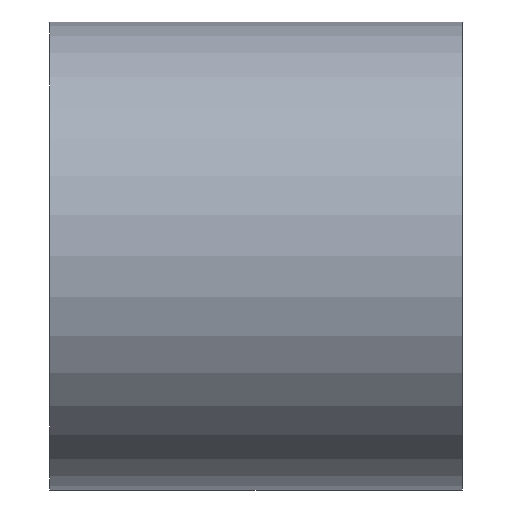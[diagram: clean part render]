
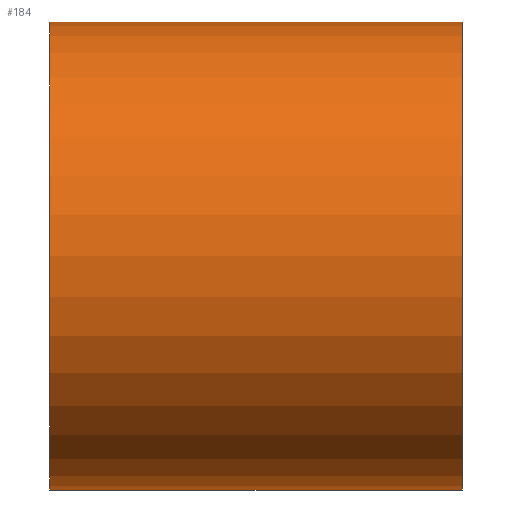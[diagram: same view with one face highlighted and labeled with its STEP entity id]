
A CAD part, front view. The second image highlights one B-rep face of the part: STEP entity #184.
In plain terms, the highlighted cylindrical face has radius 2.159 mm (diameter 4.318 mm), a partial arc.
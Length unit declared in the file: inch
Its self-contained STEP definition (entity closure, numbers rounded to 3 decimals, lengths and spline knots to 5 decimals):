
#13 = CARTESIAN_POINT ( 'NONE',  ( 0., 0., -0.085 ) ) ;
#28 = CARTESIAN_POINT ( 'NONE',  ( 0.15, 0., 0.085 ) ) ;
#29 = CIRCLE ( 'NONE', #343, 0.085 ) ;
#39 = DIRECTION ( 'NONE',  ( -1., 0., 0. ) ) ;
#51 = EDGE_LOOP ( 'NONE', ( #234, #256, #70, #127 ) ) ;
#52 = CARTESIAN_POINT ( 'NONE',  ( 0., 0., 0.085 ) ) ;
#57 = DIRECTION ( 'NONE',  ( 1., 0., 0. ) ) ;
#70 = ORIENTED_EDGE ( 'NONE', *, *, #299, .T. ) ;
#72 = EDGE_CURVE ( 'NONE', #296, #90, #98, .T. ) ;
#87 = FACE_OUTER_BOUND ( 'NONE', #51, .T. ) ;
#90 = VERTEX_POINT ( 'NONE', #260 ) ;
#95 = EDGE_CURVE ( 'NONE', #297, #348, #29, .T. ) ;
#98 = CIRCLE ( 'NONE', #308, 0.085 ) ;
#104 = CARTESIAN_POINT ( 'NONE',  ( 0.15, 0., 0. ) ) ;
#114 = DIRECTION ( 'NONE',  ( 0., 0., 1. ) ) ;
#125 = DIRECTION ( 'NONE',  ( 0., 0., -1. ) ) ;
#127 = ORIENTED_EDGE ( 'NONE', *, *, #95, .T. ) ;
#128 = CARTESIAN_POINT ( 'NONE',  ( 0.15, 0., 0. ) ) ;
#141 = AXIS2_PLACEMENT_3D ( 'NONE', #128, #39, #114 ) ;
#143 = VECTOR ( 'NONE', #346, 39.37008 ) ;
#149 = CYLINDRICAL_SURFACE ( 'NONE', #141, 0.085 ) ;
#160 = CARTESIAN_POINT ( 'NONE',  ( 0.15, 0., -0.085 ) ) ;
#167 = VECTOR ( 'NONE', #321, 39.37008 ) ;
#184 = ADVANCED_FACE ( 'NONE', ( #87 ), #149, .T. ) ;
#190 = CARTESIAN_POINT ( 'NONE',  ( 0.15, 0., 0.085 ) ) ;
#216 = LINE ( 'NONE', #190, #143 ) ;
#220 = CARTESIAN_POINT ( 'NONE',  ( 0., 0., 0. ) ) ;
#229 = LINE ( 'NONE', #160, #167 ) ;
#234 = ORIENTED_EDGE ( 'NONE', *, *, #295, .F. ) ;
#251 = DIRECTION ( 'NONE',  ( 0., 0., -1. ) ) ;
#256 = ORIENTED_EDGE ( 'NONE', *, *, #72, .F. ) ;
#260 = CARTESIAN_POINT ( 'NONE',  ( 0.15, 0., -0.085 ) ) ;
#292 = DIRECTION ( 'NONE',  ( 1., 0., 0. ) ) ;
#295 = EDGE_CURVE ( 'NONE', #90, #348, #229, .T. ) ;
#296 = VERTEX_POINT ( 'NONE', #28 ) ;
#297 = VERTEX_POINT ( 'NONE', #52 ) ;
#299 = EDGE_CURVE ( 'NONE', #296, #297, #216, .T. ) ;
#308 = AXIS2_PLACEMENT_3D ( 'NONE', #104, #292, #125 ) ;
#321 = DIRECTION ( 'NONE',  ( -1., 0., 0. ) ) ;
#343 = AXIS2_PLACEMENT_3D ( 'NONE', #220, #57, #251 ) ;
#346 = DIRECTION ( 'NONE',  ( -1., 0., 0. ) ) ;
#348 = VERTEX_POINT ( 'NONE', #13 ) ;
